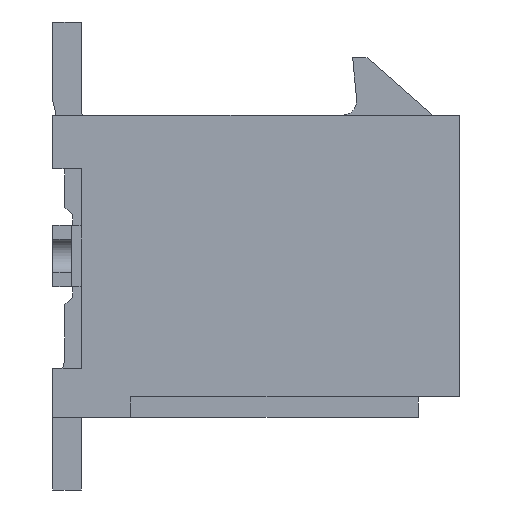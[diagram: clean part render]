
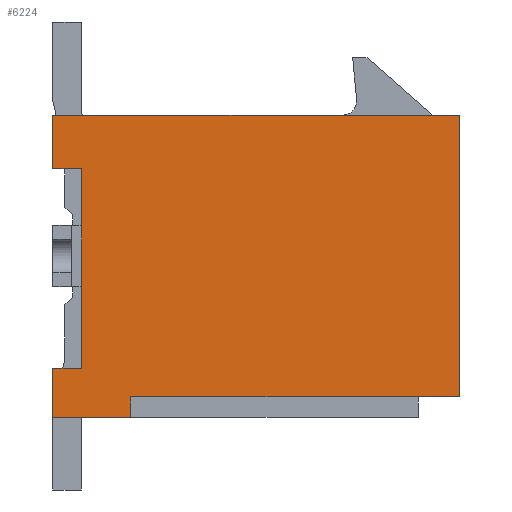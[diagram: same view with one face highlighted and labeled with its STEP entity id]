
A CAD part, left-side view. The second image highlights one B-rep face of the part: STEP entity #6224.
In plain terms, the highlighted planar face has unit normal (-1, 0, 0).
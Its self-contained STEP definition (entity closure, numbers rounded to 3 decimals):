
#771=ORIENTED_EDGE('',*,*,#2408,.F.);
#772=ORIENTED_EDGE('',*,*,#2406,.F.);
#773=ORIENTED_EDGE('',*,*,#2502,.F.);
#774=ORIENTED_EDGE('',*,*,#2503,.F.);
#775=ORIENTED_EDGE('',*,*,#2491,.T.);
#776=ORIENTED_EDGE('',*,*,#2057,.T.);
#777=ORIENTED_EDGE('',*,*,#2504,.T.);
#778=ORIENTED_EDGE('',*,*,#2366,.F.);
#779=ORIENTED_EDGE('',*,*,#2370,.F.);
#780=ORIENTED_EDGE('',*,*,#2307,.F.);
#2057=EDGE_CURVE('',#2969,#2968,#3574,.T.);
#2307=EDGE_CURVE('',#3194,#3195,#3808,.T.);
#2366=EDGE_CURVE('',#3248,#3249,#3867,.T.);
#2370=EDGE_CURVE('',#3195,#3248,#3871,.T.);
#2406=EDGE_CURVE('',#3272,#3266,#3907,.T.);
#2408=EDGE_CURVE('',#3266,#3194,#3908,.T.);
#2491=EDGE_CURVE('',#3333,#2969,#3991,.T.);
#2502=EDGE_CURVE('',#3338,#3272,#4002,.T.);
#2503=EDGE_CURVE('',#3333,#3338,#4003,.T.);
#2504=EDGE_CURVE('',#2968,#3249,#4004,.T.);
#2968=VERTEX_POINT('',#8640);
#2969=VERTEX_POINT('',#8642);
#3194=VERTEX_POINT('',#9153);
#3195=VERTEX_POINT('',#9155);
#3248=VERTEX_POINT('',#9273);
#3249=VERTEX_POINT('',#9275);
#3266=VERTEX_POINT('',#9331);
#3272=VERTEX_POINT('',#9343);
#3333=VERTEX_POINT('',#9498);
#3338=VERTEX_POINT('',#9516);
#3574=LINE('',#8641,#4437);
#3808=LINE('',#9154,#4671);
#3867=LINE('',#9274,#4730);
#3871=LINE('',#9281,#4734);
#3907=LINE('',#9344,#4770);
#3908=LINE('',#9347,#4771);
#3991=LINE('',#9497,#4854);
#4002=LINE('',#9517,#4865);
#4003=LINE('',#9519,#4866);
#4004=LINE('',#9520,#4867);
#4437=VECTOR('',#6971,1000.);
#4671=VECTOR('',#7311,1000.);
#4730=VECTOR('',#7384,1000.);
#4734=VECTOR('',#7390,1000.);
#4770=VECTOR('',#7436,1000.);
#4771=VECTOR('',#7441,1000.);
#4854=VECTOR('',#7538,1000.);
#4865=VECTOR('',#7555,1000.);
#4866=VECTOR('',#7558,1000.);
#4867=VECTOR('',#7559,1000.);
#5310=EDGE_LOOP('',(#771,#772,#773,#774,#775,#776,#777,#778,#779,#780));
#5639=FACE_BOUND('',#5310,.T.);
#5944=PLANE('',#6583);
#6224=ADVANCED_FACE('',(#5639),#5944,.T.);
#6583=AXIS2_PLACEMENT_3D('',#9518,#7556,#7557);
#6971=DIRECTION('',(0.,0.,1.));
#7311=DIRECTION('',(0.,0.,1.));
#7384=DIRECTION('',(0.,0.,1.));
#7390=DIRECTION('',(0.,1.,0.));
#7436=DIRECTION('',(0.,0.,1.));
#7441=DIRECTION('',(0.,-1.,0.));
#7538=DIRECTION('',(0.,-1.,0.));
#7555=DIRECTION('',(0.,1.,0.));
#7556=DIRECTION('',(-1.,0.,0.));
#7557=DIRECTION('',(0.,0.,1.));
#7558=DIRECTION('',(0.,0.,-1.));
#7559=DIRECTION('',(0.,1.,0.));
#8640=CARTESIAN_POINT('',(-9.35,-4.95,3.68));
#8641=CARTESIAN_POINT('',(-9.35,-4.95,-3.68));
#8642=CARTESIAN_POINT('',(-9.35,-4.95,-3.18));
#9153=CARTESIAN_POINT('',(-9.35,4.25,-2.48));
#9154=CARTESIAN_POINT('',(-9.35,4.25,-2.48));
#9155=CARTESIAN_POINT('',(-9.35,4.25,2.37));
#9273=CARTESIAN_POINT('',(-9.35,4.95,2.37));
#9274=CARTESIAN_POINT('',(-9.35,4.95,-3.68));
#9275=CARTESIAN_POINT('',(-9.35,4.95,3.68));
#9281=CARTESIAN_POINT('',(-9.35,4.25,2.37));
#9331=CARTESIAN_POINT('',(-9.35,4.95,-2.48));
#9343=CARTESIAN_POINT('',(-9.35,4.95,-3.68));
#9344=CARTESIAN_POINT('',(-9.35,4.95,-3.68));
#9347=CARTESIAN_POINT('',(-9.35,4.95,-2.48));
#9497=CARTESIAN_POINT('',(-9.35,-4.95,-3.18));
#9498=CARTESIAN_POINT('',(-9.35,3.05,-3.18));
#9516=CARTESIAN_POINT('',(-9.35,3.05,-3.68));
#9517=CARTESIAN_POINT('',(-9.35,-4.95,-3.68));
#9518=CARTESIAN_POINT('',(-9.35,-4.95,-3.68));
#9519=CARTESIAN_POINT('',(-9.35,3.05,-3.18));
#9520=CARTESIAN_POINT('',(-9.35,-4.95,3.68));
